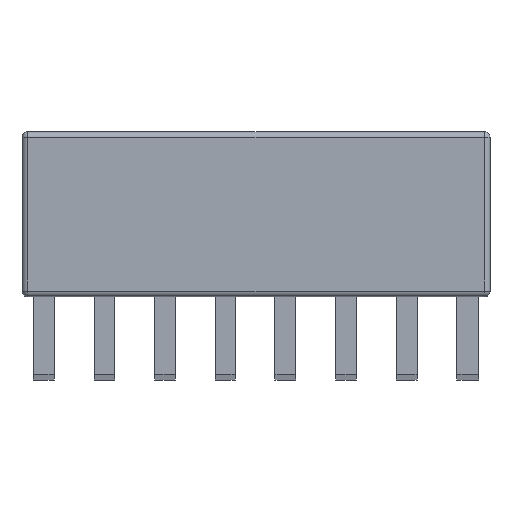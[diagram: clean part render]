
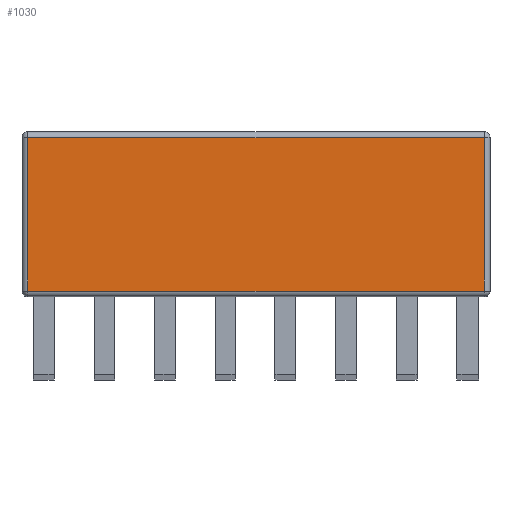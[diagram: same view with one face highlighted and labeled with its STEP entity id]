
A CAD part, top view. The second image highlights one B-rep face of the part: STEP entity #1030.
In plain terms, the highlighted planar face has unit normal (0, 0, 1).
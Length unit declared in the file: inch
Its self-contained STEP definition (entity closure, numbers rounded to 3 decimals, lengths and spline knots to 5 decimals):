
#193=DIRECTION('',(0.,1.,0.));
#194=VECTOR('',#193,0.81);
#195=CARTESIAN_POINT('',(1.205,0.03,0.184));
#196=LINE('',#195,#194);
#197=DIRECTION('',(1.,0.,0.));
#198=VECTOR('',#197,2.41);
#199=CARTESIAN_POINT('',(-1.205,0.03,0.184));
#200=LINE('',#199,#198);
#201=DIRECTION('',(0.,-1.,0.));
#202=VECTOR('',#201,0.81);
#203=CARTESIAN_POINT('',(-1.205,0.84,0.184));
#204=LINE('',#203,#202);
#205=DIRECTION('',(-1.,0.,0.));
#206=VECTOR('',#205,2.41);
#207=CARTESIAN_POINT('',(1.205,0.84,0.184));
#208=LINE('',#207,#206);
#648=CARTESIAN_POINT('',(1.205,0.03,0.184));
#649=CARTESIAN_POINT('',(1.205,0.84,0.184));
#650=VERTEX_POINT('',#648);
#651=VERTEX_POINT('',#649);
#656=CARTESIAN_POINT('',(-1.205,0.84,0.184));
#657=VERTEX_POINT('',#656);
#674=CARTESIAN_POINT('',(-1.205,0.03,0.184));
#675=VERTEX_POINT('',#674);
#1016=CARTESIAN_POINT('',(0.,0.,0.184));
#1017=DIRECTION('',(0.,0.,1.));
#1018=DIRECTION('',(1.,0.,0.));
#1019=AXIS2_PLACEMENT_3D('',#1016,#1017,#1018);
#1020=PLANE('',#1019);
#1022=ORIENTED_EDGE('',*,*,#1021,.F.);
#1024=ORIENTED_EDGE('',*,*,#1023,.F.);
#1025=ORIENTED_EDGE('',*,*,#1006,.F.);
#1027=ORIENTED_EDGE('',*,*,#1026,.F.);
#1028=EDGE_LOOP('',(#1022,#1024,#1025,#1027));
#1029=FACE_OUTER_BOUND('',#1028,.F.);
#1030=ADVANCED_FACE('',(#1029),#1020,.T.);
#1006=EDGE_CURVE('',#657,#675,#204,.T.);
#1021=EDGE_CURVE('',#650,#651,#196,.T.);
#1023=EDGE_CURVE('',#675,#650,#200,.T.);
#1026=EDGE_CURVE('',#651,#657,#208,.T.);
